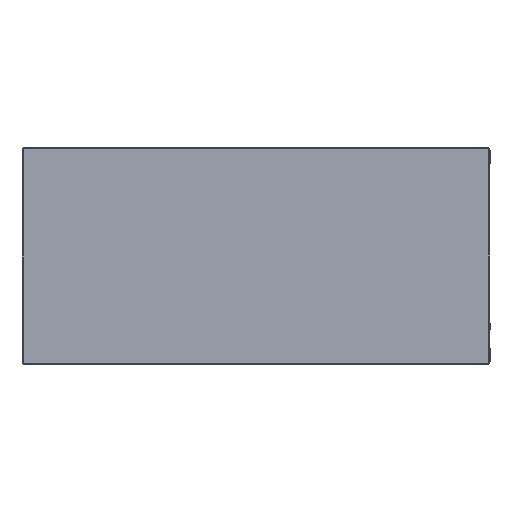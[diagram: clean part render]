
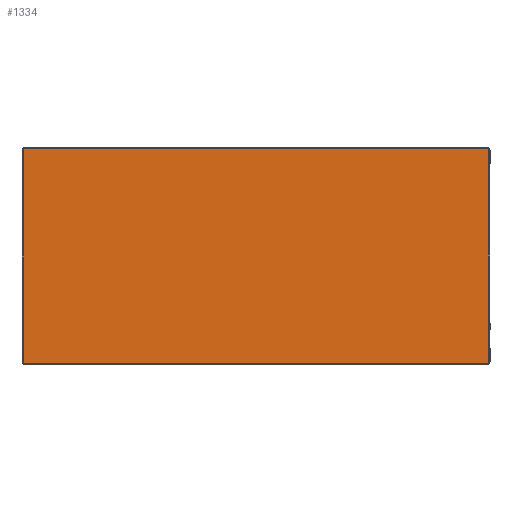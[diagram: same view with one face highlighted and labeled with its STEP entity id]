
A CAD part, front view. The second image highlights one B-rep face of the part: STEP entity #1334.
In plain terms, the highlighted planar face has unit normal (0, -1, 0).
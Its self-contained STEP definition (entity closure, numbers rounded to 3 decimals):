
#43 = DIRECTION ( 'NONE',  ( 1., 0., 0. ) ) ;
#420 = DIRECTION ( 'NONE',  ( 0., 1., 0. ) ) ;
#445 = EDGE_CURVE ( 'NONE', #2304, #1365, #2266, .T. ) ;
#561 = ORIENTED_EDGE ( 'NONE', *, *, #445, .F. ) ;
#565 = ORIENTED_EDGE ( 'NONE', *, *, #2165, .F. ) ;
#616 = VECTOR ( 'NONE', #1800, 1000. ) ;
#617 = LINE ( 'NONE', #1935, #737 ) ;
#737 = VECTOR ( 'NONE', #2150, 1000. ) ;
#869 = EDGE_CURVE ( 'NONE', #2568, #922, #970, .T. ) ;
#872 = CARTESIAN_POINT ( 'NONE',  ( 450.8, -1.2, 207.8 ) ) ;
#922 = VERTEX_POINT ( 'NONE', #1199 ) ;
#970 = LINE ( 'NONE', #1992, #616 ) ;
#1011 = EDGE_LOOP ( 'NONE', ( #561, #565, #1153, #2552 ) ) ;
#1153 = ORIENTED_EDGE ( 'NONE', *, *, #869, .F. ) ;
#1199 = CARTESIAN_POINT ( 'NONE',  ( -450.8, -1.2, 207.8 ) ) ;
#1207 = CARTESIAN_POINT ( 'NONE',  ( 450.8, -1.2, 207.8 ) ) ;
#1334 = ADVANCED_FACE ( 'NONE', ( #1965 ), #1475, .F. ) ;
#1365 = VERTEX_POINT ( 'NONE', #1406 ) ;
#1383 = LINE ( 'NONE', #2191, #2600 ) ;
#1406 = CARTESIAN_POINT ( 'NONE',  ( 450.8, -1.2, -207.8 ) ) ;
#1457 = CARTESIAN_POINT ( 'NONE',  ( 0., -1.2, 0. ) ) ;
#1475 = PLANE ( 'NONE',  #2437 ) ;
#1538 = EDGE_CURVE ( 'NONE', #1365, #2568, #617, .T. ) ;
#1616 = CARTESIAN_POINT ( 'NONE',  ( -450.8, -1.2, -207.8 ) ) ;
#1800 = DIRECTION ( 'NONE',  ( 0., 0., 1. ) ) ;
#1869 = DIRECTION ( 'NONE',  ( 0., 0., 1. ) ) ;
#1935 = CARTESIAN_POINT ( 'NONE',  ( 453., -1.2, -207.8 ) ) ;
#1965 = FACE_OUTER_BOUND ( 'NONE', #1011, .T. ) ;
#1992 = CARTESIAN_POINT ( 'NONE',  ( -450.8, -1.2, -207.8 ) ) ;
#2130 = VECTOR ( 'NONE', #2240, 1000. ) ;
#2150 = DIRECTION ( 'NONE',  ( -1., 0., 0. ) ) ;
#2165 = EDGE_CURVE ( 'NONE', #922, #2304, #1383, .T. ) ;
#2191 = CARTESIAN_POINT ( 'NONE',  ( 453., -1.2, 207.8 ) ) ;
#2240 = DIRECTION ( 'NONE',  ( 0., 0., -1. ) ) ;
#2266 = LINE ( 'NONE', #1207, #2130 ) ;
#2304 = VERTEX_POINT ( 'NONE', #872 ) ;
#2437 = AXIS2_PLACEMENT_3D ( 'NONE', #1457, #420, #1869 ) ;
#2552 = ORIENTED_EDGE ( 'NONE', *, *, #1538, .F. ) ;
#2568 = VERTEX_POINT ( 'NONE', #1616 ) ;
#2600 = VECTOR ( 'NONE', #43, 1000. ) ;
